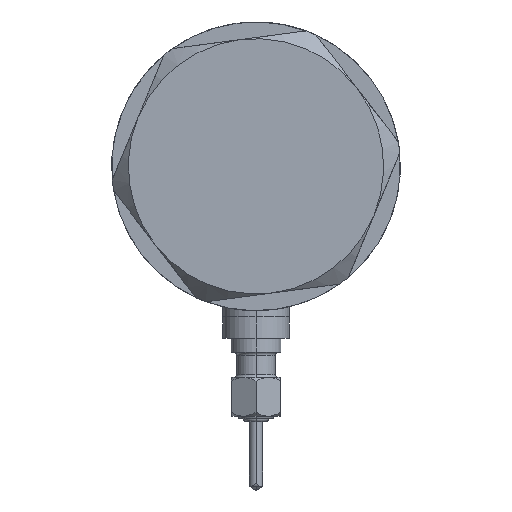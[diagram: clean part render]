
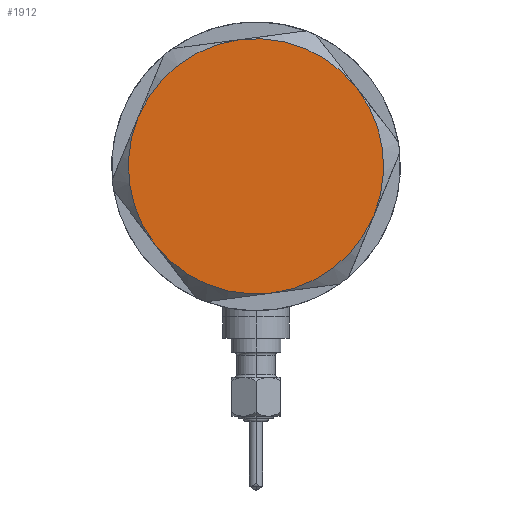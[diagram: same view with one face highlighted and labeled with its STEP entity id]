
A CAD part, left-side view. The second image highlights one B-rep face of the part: STEP entity #1912.
In plain terms, the highlighted face is planar.
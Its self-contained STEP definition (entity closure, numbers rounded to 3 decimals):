
#314 = AXIS2_PLACEMENT_3D ( 'NONE', #1766, #1932, #3967 ) ;
#543 = CARTESIAN_POINT ( 'NONE',  ( 0., 0., 9. ) ) ;
#584 = EDGE_CURVE ( 'NONE', #4389, #2161, #3158, .T. ) ;
#622 = AXIS2_PLACEMENT_3D ( 'NONE', #543, #4784, #3147 ) ;
#770 = VERTEX_POINT ( 'NONE', #1797 ) ;
#772 = CARTESIAN_POINT ( 'NONE',  ( 0., 0., 9. ) ) ;
#832 = DIRECTION ( 'NONE',  ( 1., 0., 0. ) ) ;
#856 = CARTESIAN_POINT ( 'NONE',  ( 0., 0., 9. ) ) ;
#886 = CARTESIAN_POINT ( 'NONE',  ( 0., 0., 9. ) ) ;
#995 = CIRCLE ( 'NONE', #314, 23. ) ;
#1000 = DIRECTION ( 'NONE',  ( 1., 0., 0. ) ) ;
#1256 = CARTESIAN_POINT ( 'NONE',  ( -11.5, 19.919, 9. ) ) ;
#1459 = EDGE_CURVE ( 'NONE', #770, #4389, #4603, .T. ) ;
#1482 = CARTESIAN_POINT ( 'NONE',  ( 0., 0., 9. ) ) ;
#1487 = DIRECTION ( 'NONE',  ( 0., 0., 1. ) ) ;
#1519 = AXIS2_PLACEMENT_3D ( 'NONE', #772, #5608, #2922 ) ;
#1525 = AXIS2_PLACEMENT_3D ( 'NONE', #886, #3931, #2483 ) ;
#1591 = CARTESIAN_POINT ( 'NONE',  ( 23., 0., 9. ) ) ;
#1686 = CIRCLE ( 'NONE', #6129, 23. ) ;
#1766 = CARTESIAN_POINT ( 'NONE',  ( 0., 0., 9. ) ) ;
#1797 = CARTESIAN_POINT ( 'NONE',  ( 11.5, -19.919, 9. ) ) ;
#1848 = AXIS2_PLACEMENT_3D ( 'NONE', #1482, #4104, #1000 ) ;
#1878 = CARTESIAN_POINT ( 'NONE',  ( -23., 0., 9. ) ) ;
#1912 = ADVANCED_FACE ( 'NONE', ( #4020 ), #4436, .T. ) ;
#1932 = DIRECTION ( 'NONE',  ( 0., 0., 1. ) ) ;
#2161 = VERTEX_POINT ( 'NONE', #6277 ) ;
#2483 = DIRECTION ( 'NONE',  ( 1., 0., 0. ) ) ;
#2563 = ORIENTED_EDGE ( 'NONE', *, *, #4601, .T. ) ;
#2922 = DIRECTION ( 'NONE',  ( 1., 0., 0. ) ) ;
#2949 = ORIENTED_EDGE ( 'NONE', *, *, #3678, .T. ) ;
#3137 = VERTEX_POINT ( 'NONE', #1256 ) ;
#3147 = DIRECTION ( 'NONE',  ( 1., 0., 0. ) ) ;
#3158 = CIRCLE ( 'NONE', #1848, 23. ) ;
#3159 = EDGE_LOOP ( 'NONE', ( #3907, #3451, #3221, #2563, #2949, #3924 ) ) ;
#3221 = ORIENTED_EDGE ( 'NONE', *, *, #6461, .T. ) ;
#3451 = ORIENTED_EDGE ( 'NONE', *, *, #584, .T. ) ;
#3678 = EDGE_CURVE ( 'NONE', #6348, #6500, #6102, .T. ) ;
#3907 = ORIENTED_EDGE ( 'NONE', *, *, #1459, .T. ) ;
#3924 = ORIENTED_EDGE ( 'NONE', *, *, #5830, .T. ) ;
#3931 = DIRECTION ( 'NONE',  ( 0., 0., 1. ) ) ;
#3967 = DIRECTION ( 'NONE',  ( 1., 0., 0. ) ) ;
#3995 = DIRECTION ( 'NONE',  ( 0., 0., 1. ) ) ;
#4020 = FACE_OUTER_BOUND ( 'NONE', #3159, .T. ) ;
#4104 = DIRECTION ( 'NONE',  ( 0., 0., 1. ) ) ;
#4389 = VERTEX_POINT ( 'NONE', #1591 ) ;
#4436 = PLANE ( 'NONE',  #1519 ) ;
#4504 = CARTESIAN_POINT ( 'NONE',  ( 0., 0., 9. ) ) ;
#4526 = DIRECTION ( 'NONE',  ( 1., 0., 0. ) ) ;
#4557 = CARTESIAN_POINT ( 'NONE',  ( -11.5, -19.919, 9. ) ) ;
#4601 = EDGE_CURVE ( 'NONE', #3137, #6348, #6430, .T. ) ;
#4603 = CIRCLE ( 'NONE', #622, 23. ) ;
#4784 = DIRECTION ( 'NONE',  ( 0., 0., 1. ) ) ;
#5608 = DIRECTION ( 'NONE',  ( 0., 0., 1. ) ) ;
#5830 = EDGE_CURVE ( 'NONE', #6500, #770, #995, .T. ) ;
#6102 = CIRCLE ( 'NONE', #6545, 23. ) ;
#6129 = AXIS2_PLACEMENT_3D ( 'NONE', #856, #1487, #4526 ) ;
#6277 = CARTESIAN_POINT ( 'NONE',  ( 11.5, 19.919, 9. ) ) ;
#6348 = VERTEX_POINT ( 'NONE', #1878 ) ;
#6430 = CIRCLE ( 'NONE', #1525, 23. ) ;
#6461 = EDGE_CURVE ( 'NONE', #2161, #3137, #1686, .T. ) ;
#6500 = VERTEX_POINT ( 'NONE', #4557 ) ;
#6545 = AXIS2_PLACEMENT_3D ( 'NONE', #4504, #3995, #832 ) ;
